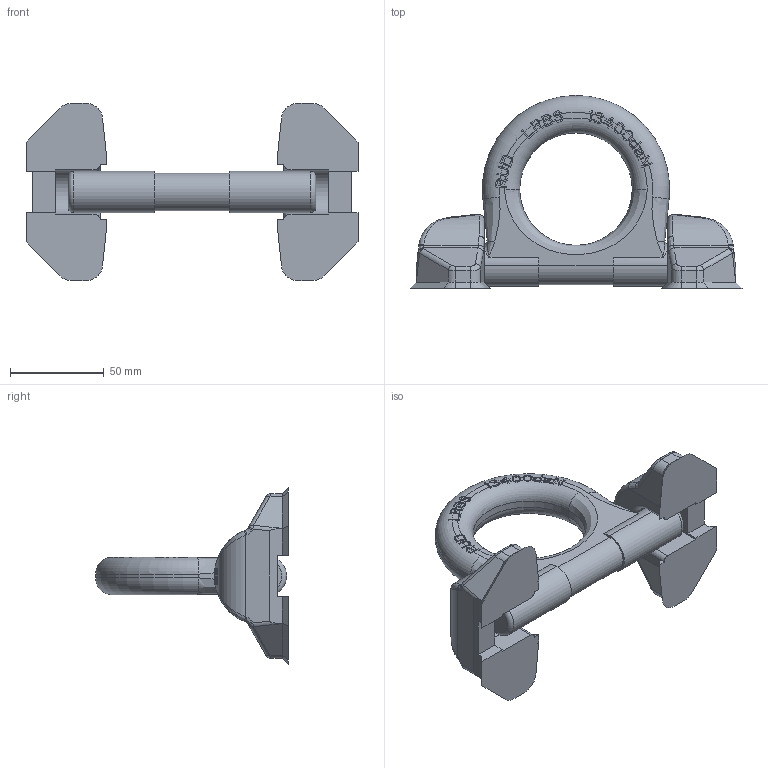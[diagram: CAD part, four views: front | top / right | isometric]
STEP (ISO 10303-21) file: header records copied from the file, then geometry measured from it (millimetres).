
FILE_DESCRIPTION((''),'2;1');
FILE_NAME('001-M32175-P-1_ASM','2005-09-21T',('jakubetz'),(''),'PRO/ENGINEER BY PARAMETRIC TECHNOLOGY CORPORATION, 2001400','PRO/ENGINEER BY PARAMETRIC TECHNOLOGY CORPORATION, 2001400','');
FILE_SCHEMA(('CONFIG_CONTROL_DESIGN'));
Length unit declared in the file: millimetre
Products named in the file (3): 001-M32175-P-1; 001-M32175-P-2; 001-M32175-P-1_ASM
Assembly tree (3 placements, depth 2):
  001-M32175-P-1_ASM
    001-M32175-P-1
    001-M32175-P-2  x2
Bounding box: 177.2 x 103 x 94.6 mm (x, y, z)
Volume: 246167.1 mm3; surface area: 47304 mm2
Topology: 3 solids, 3 shells, 1585 faces, 4458 edges, 2920 vertices
Faces by surface type: plane 1422, cylinder 58, bspline 48, torus 33, sphere 12, cone 12
Entity records: 37927 total; most frequent: CARTESIAN_POINT 10610, ORIENTED_EDGE 6122, DIRECTION 4913, EDGE_CURVE 3061, VECTOR 2495, LINE 2495, VERTEX_POINT 2013, AXIS2_PLACEMENT_3D 1209
